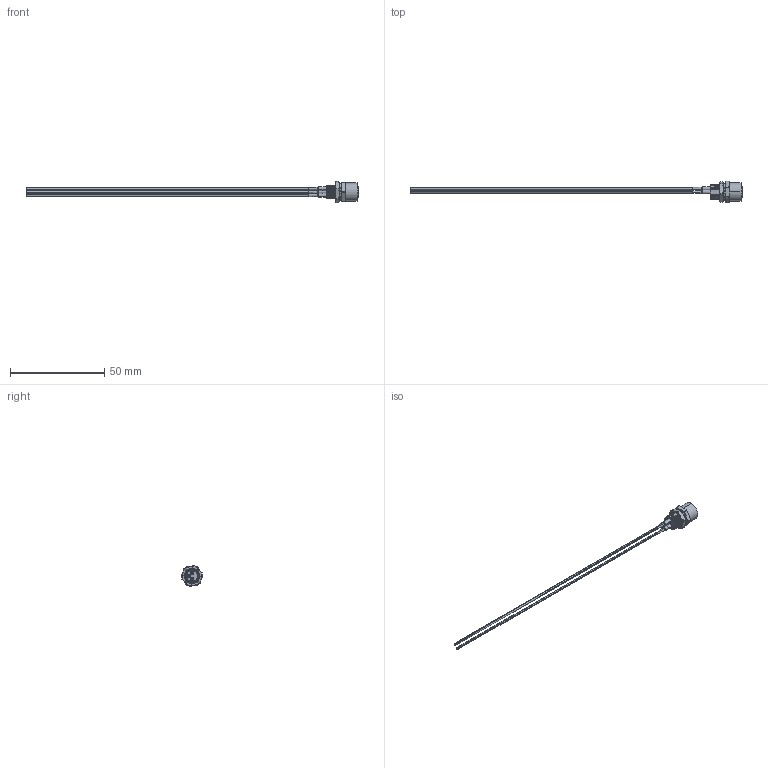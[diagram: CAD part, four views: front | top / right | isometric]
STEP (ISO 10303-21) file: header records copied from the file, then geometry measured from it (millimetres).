
FILE_DESCRIPTION (( 'STEP AP203' ), '1' );
FILE_NAME ('10-05251_revA.STEP', '2023-04-03T23:52:47', ( '' ), ( '' ), 'SwSTEP 2.0', 'SolidWorks 2021', '' );
FILE_SCHEMA (( 'CONFIG_CONTROL_DESIGN' ));
Length unit declared in the file: millimetre
Products named in the file (12): 54-00296-02___; 30-01766_blunt cut; 54-00296-04___; Heat shrink; 54-00296-05___; 54-00296; 30-01771_blunt cut; 54-00296-03___; 30-01763_blunt cut; 10-05251_revA; 54-00296-06___; 54-00296-01___
Assembly tree (15 placements, depth 3):
  10-05251_revA
    54-00296
      54-00296-01___
      54-00296-02___
      54-00296-03___  x3
      54-00296-04___
      54-00296-05___
      54-00296-06___
    30-01771_blunt cut
    Heat shrink  x3
    30-01763_blunt cut
    30-01766_blunt cut
Bounding box: 176.2 x 11.3 x 11.19 mm (x, y, z)
Volume: 1469.6 mm3; surface area: 13066.5 mm2
Topology: 134 solids, 134 shells, 1113 faces, 2462 edges, 1615 vertices
Faces by surface type: cylinder 643, plane 323, bspline 73, cone 52, torus 22
Entity records: 53223 total; most frequent: CARTESIAN_POINT 28663, DIRECTION 5043, ORIENTED_EDGE 4532, EDGE_CURVE 2266, AXIS2_PLACEMENT_3D 2144, VERTEX_POINT 1499, EDGE_LOOP 1293, CIRCLE 1157
